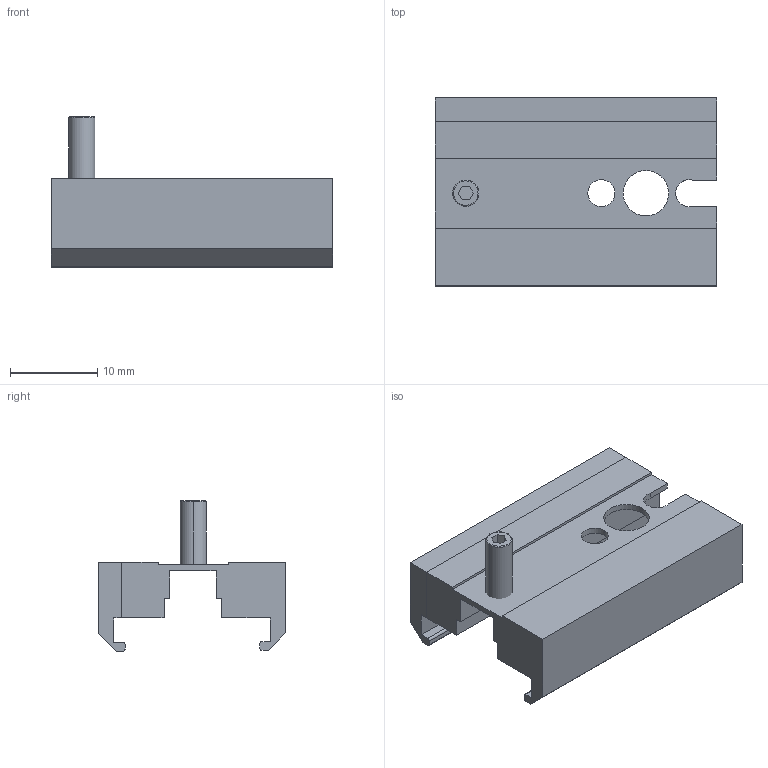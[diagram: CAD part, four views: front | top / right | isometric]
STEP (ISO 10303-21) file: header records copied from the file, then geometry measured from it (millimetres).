
FILE_DESCRIPTION (( 'STEP AP203' ), '1' );
FILE_NAME ('LSMB-16M25M.step', '2019-12-17T13:55:01', ( '' ), ( '' ), 'SwSTEP 2.0', 'SolidWorks 2019', '' );
FILE_SCHEMA (( 'CONFIG_CONTROL_DESIGN' ));
Length unit declared in the file: millimetre
Products named in the file (1): LSMB-16M25M
Bounding box: 32.2 x 21.5 x 17.2 mm (x, y, z)
Volume: 3718 mm3; surface area: 3562.7 mm2
Topology: 5 solids, 5 shells, 103 faces, 262 edges, 167 vertices
Faces by surface type: plane 58, cylinder 29, cone 14, torus 2
Entity records: 3166 total; most frequent: CARTESIAN_POINT 553, DIRECTION 535, ORIENTED_EDGE 516, EDGE_CURVE 258, AXIS2_PLACEMENT_3D 181, VECTOR 173, LINE 173, VERTEX_POINT 167
